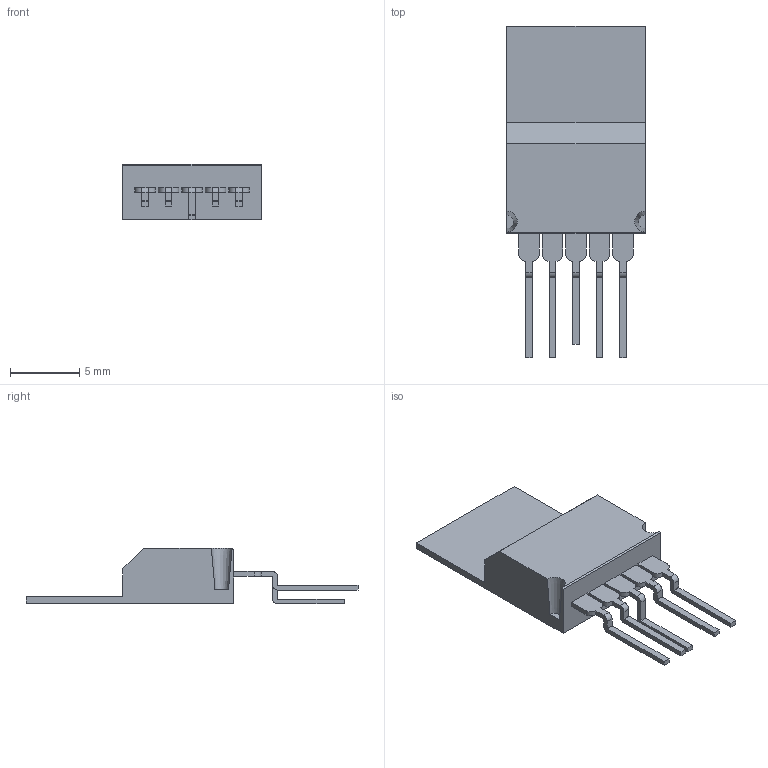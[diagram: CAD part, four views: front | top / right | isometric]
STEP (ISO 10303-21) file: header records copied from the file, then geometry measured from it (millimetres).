
FILE_DESCRIPTION(/* description */ (''),/* implementation_level */ '2;1');
FILE_NAME(/* name */ 'TDA2003.stp',/* time_stamp */ '2023-12-15T12:14:11+02:00',/* author */ ('user'),/* organization */ (''),/* preprocessor_version */ 'ST-DEVELOPER v19.2',/* originating_system */ 'Autodesk Inventor 2024',/* authorisation */ '');
FILE_SCHEMA (('AUTOMOTIVE_DESIGN { 1 0 10303 214 3 1 1 }'));
Length unit declared in the file: millimetre
Products named in the file (1): TDA2003
Bounding box: 10 x 24 x 4.03 mm (x, y, z)
Volume: 351.9 mm3; surface area: 544.3 mm2
Topology: 1 solids, 1 shells, 101 faces, 280 edges, 187 vertices
Faces by surface type: plane 69, cylinder 30, cone 2
Entity records: 3276 total; most frequent: CARTESIAN_POINT 569, ORIENTED_EDGE 560, DIRECTION 548, EDGE_CURVE 280, LINE 216, VECTOR 216, VERTEX_POINT 186, AXIS2_PLACEMENT_3D 166
